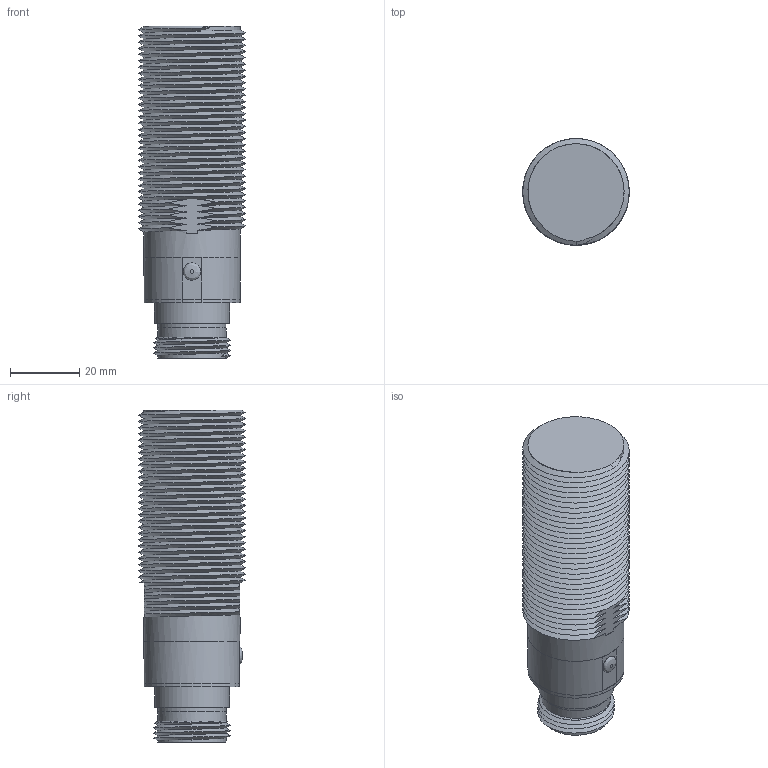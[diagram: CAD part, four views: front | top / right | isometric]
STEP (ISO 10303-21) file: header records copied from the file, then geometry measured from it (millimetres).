
FILE_DESCRIPTION( ('This file contains a STEP AP42 implementation' ,'as created by ZW3D STEP Interface translator.') ,'2;1' );
FILE_NAME( 'WCN1-3010X-XZL4.stp' ,'201027. 75259', (''), ('ZWCAD Software Co.'), 'Version 1.0', 'ZW3D to STEP translator', '' );
FILE_SCHEMA(('AUTOMOTIVE_DESIGN'));
Length unit declared in the file: millimetre
Products named in the file (3): 0; WCN1-3010X-XZL3; WCN1-3010X-XZL41
Assembly tree (1 placements, depth 2):
  0
  WCN1-3010X-XZL3
    WCN1-3010X-XZL41
Bounding box: 30.8 x 30.8 x 96 mm (x, y, z)
Volume: 55688.6 mm3; surface area: 16779.8 mm2
Topology: 8 solids, 8 shells, 132 faces, 323 edges, 211 vertices
Faces by surface type: bspline 132
Entity records: 13807 total; most frequent: CARTESIAN_POINT 11820, ORIENTED_EDGE 638, EDGE_CURVE 319, VERTEX_POINT 211, B_SPLINE_CURVE_WITH_KNOTS 160, EDGE_LOOP 142, FACE_OUTER_BOUND 132, ADVANCED_FACE 132
